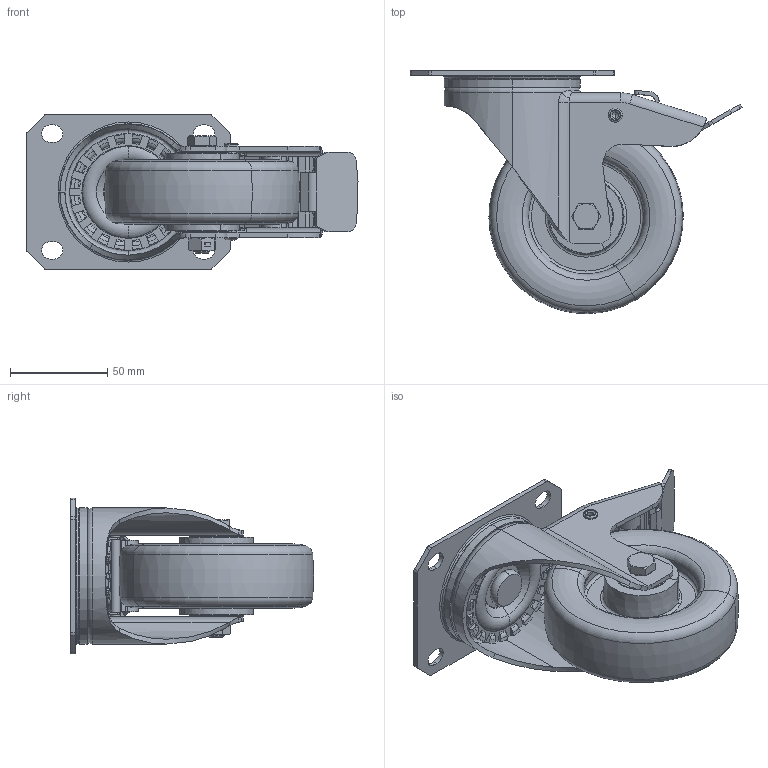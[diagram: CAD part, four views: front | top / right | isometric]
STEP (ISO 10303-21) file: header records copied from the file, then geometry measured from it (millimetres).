
FILE_DESCRIPTION (( 'STEP AP214' ), '1' );
FILE_NAME ('0055932.step', '2023-07-31T08:23:45', ( '' ), ( '' ), 'SwSTEP 2.0', 'SolidWorks 2020', '' );
FILE_SCHEMA (( 'AUTOMOTIVE_DESIGN' ));
Length unit declared in the file: millimetre
Products named in the file (1): 0055932
Bounding box: 170.63 x 124.94 x 80 mm (x, y, z)
Volume: 296780 mm3; surface area: 154778.7 mm2
Topology: 21 solids, 21 shells, 1366 faces, 3431 edges, 2129 vertices
Faces by surface type: plane 432, torus 323, cylinder 315, cone 184, bspline 110, sphere 2
Entity records: 66090 total; most frequent: CARTESIAN_POINT 18661, ORIENTED_EDGE 6856, DIRECTION 6765, EDGE_CURVE 3428, AXIS2_PLACEMENT_3D 2801, VERTEX_POINT 2129, CIRCLE 1544, EDGE_LOOP 1451
